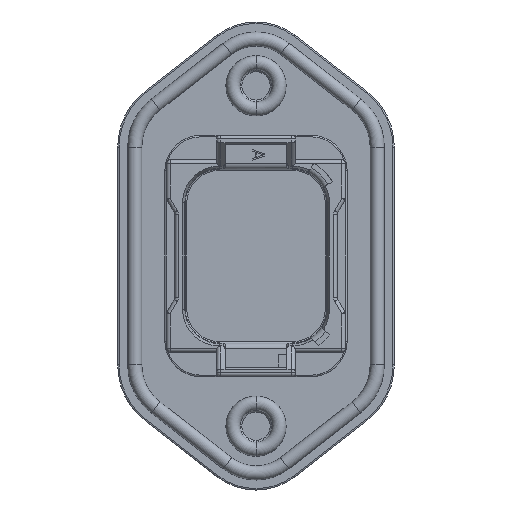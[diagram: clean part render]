
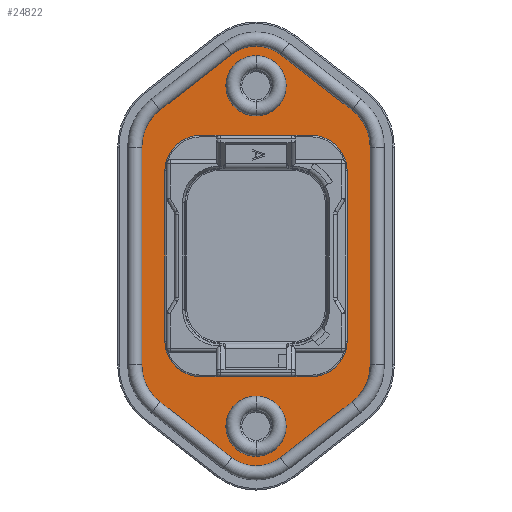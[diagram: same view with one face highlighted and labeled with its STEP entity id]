
A CAD part, front view. The second image highlights one B-rep face of the part: STEP entity #24822.
In plain terms, the highlighted planar face has unit normal (0, -1, 0).
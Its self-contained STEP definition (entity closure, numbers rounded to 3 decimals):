
#284=CARTESIAN_POINT('',(7.85,13.5,-12.));
#285=DIRECTION('',(0.,-1.,0.));
#286=DIRECTION('',(0.,0.,-1.));
#287=AXIS2_PLACEMENT_3D('',#284,#285,#286);
#343=DIRECTION('',(0.79,0.,-0.613));
#344=VECTOR('',#343,12.806);
#345=CARTESIAN_POINT('',(-13.549,13.5,-20.567));
#346=LINE('',#345,#344);
#347=CARTESIAN_POINT('',(-9.5,13.5,-15.355));
#348=DIRECTION('',(0.,-1.,0.));
#349=DIRECTION('',(-1.,0.,0.));
#350=AXIS2_PLACEMENT_3D('',#347,#348,#349);
#352=DIRECTION('',(0.,0.,-1.));
#353=VECTOR('',#352,30.71);
#354=CARTESIAN_POINT('',(-16.1,13.5,15.355));
#355=LINE('',#354,#353);
#356=CARTESIAN_POINT('',(-9.5,13.5,15.355));
#357=DIRECTION('',(0.,-1.,0.));
#358=DIRECTION('',(-0.613,0.,0.79));
#359=AXIS2_PLACEMENT_3D('',#356,#357,#358);
#361=DIRECTION('',(-0.79,0.,-0.613));
#362=VECTOR('',#361,12.806);
#363=CARTESIAN_POINT('',(-3.435,13.5,28.423));
#364=LINE('',#363,#362);
#365=CARTESIAN_POINT('',(0.,13.5,24.));
#366=DIRECTION('',(0.,-1.,0.));
#367=DIRECTION('',(0.613,0.,0.79));
#368=AXIS2_PLACEMENT_3D('',#365,#366,#367);
#370=DIRECTION('',(-0.79,0.,0.613));
#371=VECTOR('',#370,12.806);
#372=CARTESIAN_POINT('',(13.549,13.5,20.567));
#373=LINE('',#372,#371);
#374=CARTESIAN_POINT('',(9.5,13.5,15.355));
#375=DIRECTION('',(0.,-1.,0.));
#376=DIRECTION('',(1.,0.,0.));
#377=AXIS2_PLACEMENT_3D('',#374,#375,#376);
#379=DIRECTION('',(0.,0.,1.));
#380=VECTOR('',#379,30.71);
#381=CARTESIAN_POINT('',(16.1,13.5,-15.355));
#382=LINE('',#381,#380);
#383=CARTESIAN_POINT('',(9.5,13.5,-15.355));
#384=DIRECTION('',(0.,-1.,0.));
#385=DIRECTION('',(0.613,0.,-0.79));
#386=AXIS2_PLACEMENT_3D('',#383,#384,#385);
#388=DIRECTION('',(0.79,0.,0.613));
#389=VECTOR('',#388,12.806);
#390=CARTESIAN_POINT('',(3.435,13.5,-28.423));
#391=LINE('',#390,#389);
#392=CARTESIAN_POINT('',(0.,13.5,-24.));
#393=DIRECTION('',(0.,-1.,0.));
#394=DIRECTION('',(-0.613,0.,-0.79));
#395=AXIS2_PLACEMENT_3D('',#392,#393,#394);
#397=CARTESIAN_POINT('',(0.,13.5,-24.));
#398=DIRECTION('',(0.,1.,0.));
#399=DIRECTION('',(0.,0.,1.));
#400=AXIS2_PLACEMENT_3D('',#397,#398,#399);
#402=CARTESIAN_POINT('',(0.,13.5,-24.));
#403=DIRECTION('',(0.,1.,0.));
#404=DIRECTION('',(0.,0.,-1.));
#405=AXIS2_PLACEMENT_3D('',#402,#403,#404);
#407=CARTESIAN_POINT('',(0.,13.5,24.));
#408=DIRECTION('',(0.,1.,0.));
#409=DIRECTION('',(0.,0.,1.));
#410=AXIS2_PLACEMENT_3D('',#407,#408,#409);
#412=CARTESIAN_POINT('',(0.,13.5,24.));
#413=DIRECTION('',(0.,1.,0.));
#414=DIRECTION('',(0.,0.,-1.));
#415=AXIS2_PLACEMENT_3D('',#412,#413,#414);
#595=DIRECTION('',(-1.,0.,0.));
#596=VECTOR('',#595,15.7);
#597=CARTESIAN_POINT('',(7.85,13.5,-17.));
#598=LINE('',#597,#596);
#767=DIRECTION('',(1.,0.,0.));
#768=VECTOR('',#767,15.7);
#769=CARTESIAN_POINT('',(-7.85,13.5,17.));
#770=LINE('',#769,#768);
#787=CARTESIAN_POINT('',(7.85,13.5,12.));
#788=DIRECTION('',(0.,-1.,0.));
#789=DIRECTION('',(1.,0.,0.));
#790=AXIS2_PLACEMENT_3D('',#787,#788,#789);
#796=DIRECTION('',(0.,0.,-1.));
#797=VECTOR('',#796,24.);
#798=CARTESIAN_POINT('',(12.85,13.5,12.));
#799=LINE('',#798,#797);
#14202=CARTESIAN_POINT('',(-7.85,13.5,-12.));
#14203=DIRECTION('',(0.,-1.,0.));
#14204=DIRECTION('',(-1.,0.,0.));
#14205=AXIS2_PLACEMENT_3D('',#14202,#14203,#14204);
#14211=DIRECTION('',(0.,0.,1.));
#14212=VECTOR('',#14211,24.);
#14213=CARTESIAN_POINT('',(-12.85,13.5,-12.));
#14214=LINE('',#14213,#14212);
#14223=CARTESIAN_POINT('',(-7.85,13.5,12.));
#14224=DIRECTION('',(0.,-1.,0.));
#14225=DIRECTION('',(0.,0.,1.));
#14226=AXIS2_PLACEMENT_3D('',#14223,#14224,#14225);
#22337=CARTESIAN_POINT('',(-13.549,13.5,-20.567));
#22338=CARTESIAN_POINT('',(-3.435,13.5,-28.423));
#22339=VERTEX_POINT('',#22337);
#22340=VERTEX_POINT('',#22338);
#22345=CARTESIAN_POINT('',(3.435,13.5,-28.423));
#22346=VERTEX_POINT('',#22345);
#22349=CARTESIAN_POINT('',(13.549,13.5,-20.567));
#22350=VERTEX_POINT('',#22349);
#22353=CARTESIAN_POINT('',(16.1,13.5,-15.355));
#22354=VERTEX_POINT('',#22353);
#22357=CARTESIAN_POINT('',(16.1,13.5,15.355));
#22358=VERTEX_POINT('',#22357);
#22361=CARTESIAN_POINT('',(13.549,13.5,20.567));
#22362=VERTEX_POINT('',#22361);
#22365=CARTESIAN_POINT('',(3.435,13.5,28.423));
#22366=VERTEX_POINT('',#22365);
#22369=CARTESIAN_POINT('',(-3.435,13.5,28.423));
#22370=VERTEX_POINT('',#22369);
#22373=CARTESIAN_POINT('',(-13.549,13.5,20.567));
#22374=VERTEX_POINT('',#22373);
#22377=CARTESIAN_POINT('',(-16.1,13.5,15.355));
#22378=VERTEX_POINT('',#22377);
#22381=CARTESIAN_POINT('',(-16.1,13.5,-15.355));
#22382=VERTEX_POINT('',#22381);
#22413=CARTESIAN_POINT('',(0.,13.5,28.25));
#22414=CARTESIAN_POINT('',(0.,13.5,19.75));
#22415=VERTEX_POINT('',#22413);
#22416=VERTEX_POINT('',#22414);
#22421=CARTESIAN_POINT('',(0.,13.5,-19.75));
#22422=CARTESIAN_POINT('',(0.,13.5,-28.25));
#22423=VERTEX_POINT('',#22421);
#22424=VERTEX_POINT('',#22422);
#22425=CARTESIAN_POINT('',(7.85,13.5,-17.));
#22426=CARTESIAN_POINT('',(-7.85,13.5,-17.));
#22427=VERTEX_POINT('',#22425);
#22428=VERTEX_POINT('',#22426);
#22429=CARTESIAN_POINT('',(-7.85,13.5,17.));
#22430=CARTESIAN_POINT('',(7.85,13.5,17.));
#22431=VERTEX_POINT('',#22429);
#22432=VERTEX_POINT('',#22430);
#22433=CARTESIAN_POINT('',(12.85,13.5,-12.));
#22434=VERTEX_POINT('',#22433);
#22435=CARTESIAN_POINT('',(-12.85,13.5,-12.));
#22436=VERTEX_POINT('',#22435);
#22437=CARTESIAN_POINT('',(-12.85,13.5,12.));
#22438=VERTEX_POINT('',#22437);
#22439=CARTESIAN_POINT('',(12.85,13.5,12.));
#22440=VERTEX_POINT('',#22439);
#24762=CARTESIAN_POINT('',(12.6,13.5,0.));
#24763=DIRECTION('',(0.,-1.,0.));
#24764=DIRECTION('',(0.,0.,1.));
#24765=AXIS2_PLACEMENT_3D('',#24762,#24763,#24764);
#24766=PLANE('',#24765);
#24768=ORIENTED_EDGE('',*,*,#24767,.F.);
#24770=ORIENTED_EDGE('',*,*,#24769,.F.);
#24772=ORIENTED_EDGE('',*,*,#24771,.F.);
#24774=ORIENTED_EDGE('',*,*,#24773,.F.);
#24776=ORIENTED_EDGE('',*,*,#24775,.F.);
#24778=ORIENTED_EDGE('',*,*,#24777,.F.);
#24780=ORIENTED_EDGE('',*,*,#24779,.F.);
#24782=ORIENTED_EDGE('',*,*,#24781,.F.);
#24784=ORIENTED_EDGE('',*,*,#24783,.F.);
#24786=ORIENTED_EDGE('',*,*,#24785,.F.);
#24788=ORIENTED_EDGE('',*,*,#24787,.F.);
#24790=ORIENTED_EDGE('',*,*,#24789,.F.);
#24791=EDGE_LOOP('',(#24768,#24770,#24772,#24774,#24776,#24778,#24780,#24782,
#24784,#24786,#24788,#24790));
#24792=FACE_OUTER_BOUND('',#24791,.F.);
#24794=ORIENTED_EDGE('',*,*,#24793,.F.);
#24795=ORIENTED_EDGE('',*,*,#24752,.T.);
#24797=ORIENTED_EDGE('',*,*,#24796,.F.);
#24799=ORIENTED_EDGE('',*,*,#24798,.T.);
#24801=ORIENTED_EDGE('',*,*,#24800,.F.);
#24803=ORIENTED_EDGE('',*,*,#24802,.T.);
#24805=ORIENTED_EDGE('',*,*,#24804,.F.);
#24807=ORIENTED_EDGE('',*,*,#24806,.T.);
#24808=EDGE_LOOP('',(#24794,#24795,#24797,#24799,#24801,#24803,#24805,#24807));
#24809=FACE_BOUND('',#24808,.F.);
#24811=ORIENTED_EDGE('',*,*,#24810,.F.);
#24813=ORIENTED_EDGE('',*,*,#24812,.F.);
#24814=EDGE_LOOP('',(#24811,#24813));
#24815=FACE_BOUND('',#24814,.F.);
#24817=ORIENTED_EDGE('',*,*,#24816,.F.);
#24819=ORIENTED_EDGE('',*,*,#24818,.F.);
#24820=EDGE_LOOP('',(#24817,#24819));
#24821=FACE_BOUND('',#24820,.F.);
#24822=ADVANCED_FACE('',(#24792,#24809,#24815,#24821),#24766,.T.);
#288=CIRCLE('',#287,5.);
#351=CIRCLE('',#350,6.6);
#360=CIRCLE('',#359,6.6);
#369=CIRCLE('',#368,5.6);
#378=CIRCLE('',#377,6.6);
#387=CIRCLE('',#386,6.6);
#396=CIRCLE('',#395,5.6);
#401=CIRCLE('',#400,4.25);
#406=CIRCLE('',#405,4.25);
#411=CIRCLE('',#410,4.25);
#416=CIRCLE('',#415,4.25);
#791=CIRCLE('',#790,5.);
#14206=CIRCLE('',#14205,5.);
#14227=CIRCLE('',#14226,5.);
#24752=EDGE_CURVE('',#22427,#22434,#288,.T.);
#24767=EDGE_CURVE('',#22339,#22340,#346,.T.);
#24769=EDGE_CURVE('',#22382,#22339,#351,.T.);
#24771=EDGE_CURVE('',#22378,#22382,#355,.T.);
#24773=EDGE_CURVE('',#22374,#22378,#360,.T.);
#24775=EDGE_CURVE('',#22370,#22374,#364,.T.);
#24777=EDGE_CURVE('',#22366,#22370,#369,.T.);
#24779=EDGE_CURVE('',#22362,#22366,#373,.T.);
#24781=EDGE_CURVE('',#22358,#22362,#378,.T.);
#24783=EDGE_CURVE('',#22354,#22358,#382,.T.);
#24785=EDGE_CURVE('',#22350,#22354,#387,.T.);
#24787=EDGE_CURVE('',#22346,#22350,#391,.T.);
#24789=EDGE_CURVE('',#22340,#22346,#396,.T.);
#24793=EDGE_CURVE('',#22427,#22428,#598,.T.);
#24796=EDGE_CURVE('',#22440,#22434,#799,.T.);
#24798=EDGE_CURVE('',#22440,#22432,#791,.T.);
#24800=EDGE_CURVE('',#22431,#22432,#770,.T.);
#24802=EDGE_CURVE('',#22431,#22438,#14227,.T.);
#24804=EDGE_CURVE('',#22436,#22438,#14214,.T.);
#24806=EDGE_CURVE('',#22436,#22428,#14206,.T.);
#24810=EDGE_CURVE('',#22423,#22424,#401,.T.);
#24812=EDGE_CURVE('',#22424,#22423,#406,.T.);
#24816=EDGE_CURVE('',#22415,#22416,#411,.T.);
#24818=EDGE_CURVE('',#22416,#22415,#416,.T.);
